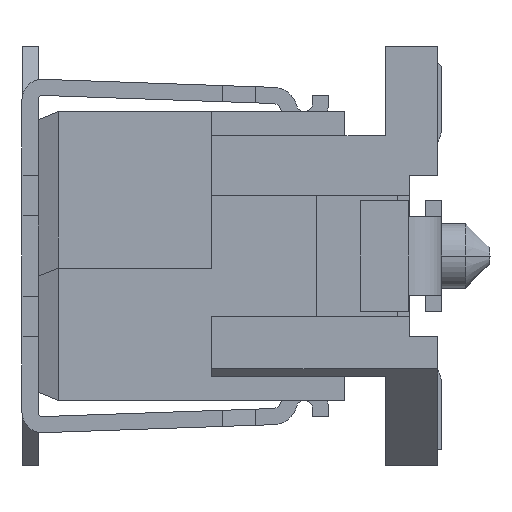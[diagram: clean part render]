
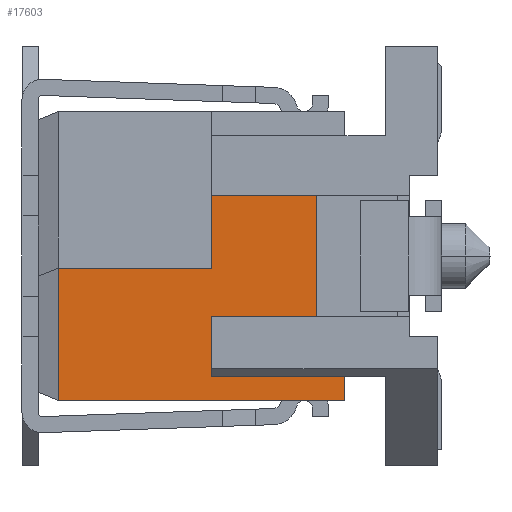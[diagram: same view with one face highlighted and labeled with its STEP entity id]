
A CAD part, left-side view. The second image highlights one B-rep face of the part: STEP entity #17603.
In plain terms, the highlighted planar face has unit normal (-1, 0, 0).
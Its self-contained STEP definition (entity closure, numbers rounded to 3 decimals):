
#717=DIRECTION('',(0.,0.,-1.));
#718=VECTOR('',#717,1.64);
#719=CARTESIAN_POINT('',(-8.24,3.25,-0.15));
#720=LINE('',#719,#718);
#721=DIRECTION('',(0.,-1.,0.));
#722=VECTOR('',#721,1.9);
#723=CARTESIAN_POINT('',(-8.24,3.25,-0.15));
#724=LINE('',#723,#722);
#725=DIRECTION('',(0.,0.,1.));
#726=VECTOR('',#725,1.15);
#727=CARTESIAN_POINT('',(-8.24,1.35,-0.15));
#728=LINE('',#727,#726);
#729=DIRECTION('',(0.,-1.,0.));
#730=VECTOR('',#729,1.3);
#731=CARTESIAN_POINT('',(-8.24,1.35,1.));
#732=LINE('',#731,#730);
#733=DIRECTION('',(0.,0.,1.));
#734=VECTOR('',#733,2.);
#735=CARTESIAN_POINT('',(-8.24,0.05,-1.));
#736=LINE('',#735,#734);
#737=DIRECTION('',(0.,0.,-1.));
#738=VECTOR('',#737,0.49);
#739=CARTESIAN_POINT('',(-8.24,1.35,-1.));
#740=LINE('',#739,#738);
#741=DIRECTION('',(0.,-1.,0.));
#742=VECTOR('',#741,1.65);
#743=CARTESIAN_POINT('',(-8.24,1.35,-1.49));
#744=LINE('',#743,#742);
#745=DIRECTION('',(0.,0.,1.));
#746=VECTOR('',#745,0.3);
#747=CARTESIAN_POINT('',(-8.24,-0.3,-1.79));
#748=LINE('',#747,#746);
#1215=DIRECTION('',(0.,-1.,0.));
#1216=VECTOR('',#1215,1.3);
#1217=CARTESIAN_POINT('',(-8.24,1.35,-1.));
#1218=LINE('',#1217,#1216);
#2219=DIRECTION('',(0.,-1.,0.));
#2220=VECTOR('',#2219,3.55);
#2221=CARTESIAN_POINT('',(-8.24,3.25,-1.79));
#2222=LINE('',#2221,#2220);
#12799=CARTESIAN_POINT('',(-8.24,1.35,-1.));
#12801=VERTEX_POINT('',#12799);
#12807=CARTESIAN_POINT('',(-8.24,1.35,-0.15));
#12808=VERTEX_POINT('',#12807);
#12809=CARTESIAN_POINT('',(-8.24,1.35,-1.49));
#12810=VERTEX_POINT('',#12809);
#12811=CARTESIAN_POINT('',(-8.24,0.05,-1.));
#12812=CARTESIAN_POINT('',(-8.24,0.05,1.));
#12813=VERTEX_POINT('',#12811);
#12814=VERTEX_POINT('',#12812);
#13019=CARTESIAN_POINT('',(-8.24,-0.3,-1.79));
#13020=CARTESIAN_POINT('',(-8.24,-0.3,-1.49));
#13021=VERTEX_POINT('',#13019);
#13022=VERTEX_POINT('',#13020);
#13330=CARTESIAN_POINT('',(-8.24,1.35,1.));
#13332=VERTEX_POINT('',#13330);
#13649=CARTESIAN_POINT('',(-8.24,3.25,-1.79));
#13650=VERTEX_POINT('',#13649);
#13655=CARTESIAN_POINT('',(-8.24,3.25,-0.15));
#13656=VERTEX_POINT('',#13655);
#17576=CARTESIAN_POINT('',(-8.24,3.5,1.79));
#17577=DIRECTION('',(1.,0.,0.));
#17578=DIRECTION('',(0.,0.,-1.));
#17579=AXIS2_PLACEMENT_3D('',#17576,#17577,#17578);
#17580=PLANE('',#17579);
#17582=ORIENTED_EDGE('',*,*,#17581,.F.);
#17584=ORIENTED_EDGE('',*,*,#17583,.T.);
#17586=ORIENTED_EDGE('',*,*,#17585,.T.);
#17588=ORIENTED_EDGE('',*,*,#17587,.T.);
#17590=ORIENTED_EDGE('',*,*,#17589,.F.);
#17592=ORIENTED_EDGE('',*,*,#17591,.F.);
#17594=ORIENTED_EDGE('',*,*,#17593,.T.);
#17596=ORIENTED_EDGE('',*,*,#17595,.T.);
#17598=ORIENTED_EDGE('',*,*,#17597,.F.);
#17600=ORIENTED_EDGE('',*,*,#17599,.F.);
#17601=EDGE_LOOP('',(#17582,#17584,#17586,#17588,#17590,#17592,#17594,#17596,
#17598,#17600));
#17602=FACE_OUTER_BOUND('',#17601,.F.);
#17603=ADVANCED_FACE('',(#17602),#17580,.F.);
#17581=EDGE_CURVE('',#13656,#13650,#720,.T.);
#17583=EDGE_CURVE('',#13656,#12808,#724,.T.);
#17585=EDGE_CURVE('',#12808,#13332,#728,.T.);
#17587=EDGE_CURVE('',#13332,#12814,#732,.T.);
#17589=EDGE_CURVE('',#12813,#12814,#736,.T.);
#17591=EDGE_CURVE('',#12801,#12813,#1218,.T.);
#17593=EDGE_CURVE('',#12801,#12810,#740,.T.);
#17595=EDGE_CURVE('',#12810,#13022,#744,.T.);
#17597=EDGE_CURVE('',#13021,#13022,#748,.T.);
#17599=EDGE_CURVE('',#13650,#13021,#2222,.T.);
